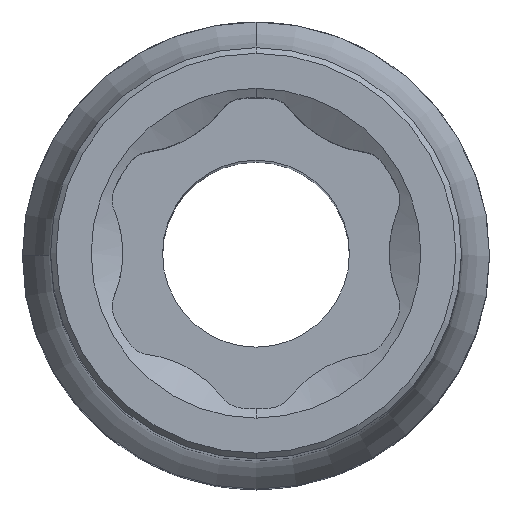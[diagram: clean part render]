
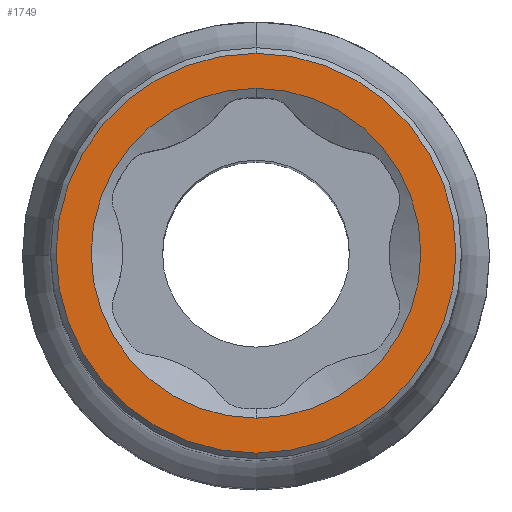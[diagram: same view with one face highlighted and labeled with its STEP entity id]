
A CAD part, top view. The second image highlights one B-rep face of the part: STEP entity #1749.
In plain terms, the highlighted planar face has unit normal (0, 0, 1).
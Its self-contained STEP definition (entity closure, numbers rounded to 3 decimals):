
#289=CARTESIAN_POINT('',(0.,0.,90.));
#290=DIRECTION('',(0.,0.,-1.));
#291=DIRECTION('',(0.,1.,0.));
#292=AXIS2_PLACEMENT_3D('',#289,#290,#291);
#294=CARTESIAN_POINT('',(0.,0.,90.));
#295=DIRECTION('',(0.,0.,-1.));
#296=DIRECTION('',(0.,-1.,0.));
#297=AXIS2_PLACEMENT_3D('',#294,#295,#296);
#299=CARTESIAN_POINT('',(0.,0.,90.));
#300=DIRECTION('',(0.,0.,1.));
#301=DIRECTION('',(0.,-1.,0.));
#302=AXIS2_PLACEMENT_3D('',#299,#300,#301);
#304=CARTESIAN_POINT('',(0.,0.,90.));
#305=DIRECTION('',(0.,0.,1.));
#306=DIRECTION('',(0.,1.,0.));
#307=AXIS2_PLACEMENT_3D('',#304,#305,#306);
#1355=CARTESIAN_POINT('',(0.,8.825,90.));
#1356=CARTESIAN_POINT('',(0.,-8.825,90.));
#1357=VERTEX_POINT('',#1355);
#1358=VERTEX_POINT('',#1356);
#1363=CARTESIAN_POINT('',(0.,-10.7,90.));
#1364=CARTESIAN_POINT('',(0.,10.7,90.));
#1365=VERTEX_POINT('',#1363);
#1366=VERTEX_POINT('',#1364);
#1733=CARTESIAN_POINT('',(0.,0.,90.));
#1734=DIRECTION('',(0.,0.,1.));
#1735=DIRECTION('',(0.,1.,0.));
#1736=AXIS2_PLACEMENT_3D('',#1733,#1734,#1735);
#1737=PLANE('',#1736);
#1738=ORIENTED_EDGE('',*,*,#1723,.F.);
#1740=ORIENTED_EDGE('',*,*,#1739,.F.);
#1741=EDGE_LOOP('',(#1738,#1740));
#1742=FACE_OUTER_BOUND('',#1741,.F.);
#1744=ORIENTED_EDGE('',*,*,#1743,.F.);
#1746=ORIENTED_EDGE('',*,*,#1745,.F.);
#1747=EDGE_LOOP('',(#1744,#1746));
#1748=FACE_BOUND('',#1747,.F.);
#1749=ADVANCED_FACE('',(#1742,#1748),#1737,.T.);
#293=CIRCLE('',#292,8.825);
#298=CIRCLE('',#297,8.825);
#303=CIRCLE('',#302,10.7);
#308=CIRCLE('',#307,10.7);
#1723=EDGE_CURVE('',#1365,#1366,#303,.T.);
#1739=EDGE_CURVE('',#1366,#1365,#308,.T.);
#1743=EDGE_CURVE('',#1357,#1358,#293,.T.);
#1745=EDGE_CURVE('',#1358,#1357,#298,.T.);
